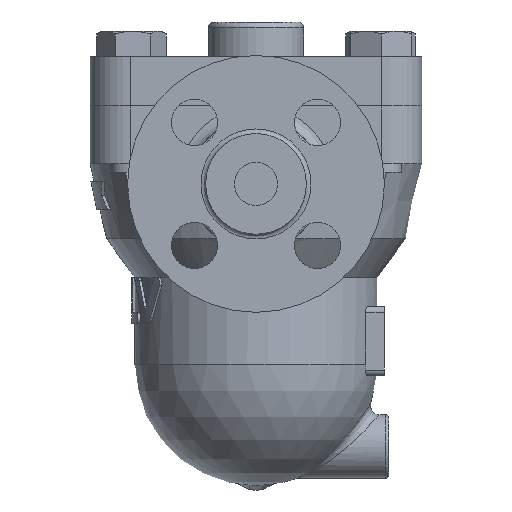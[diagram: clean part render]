
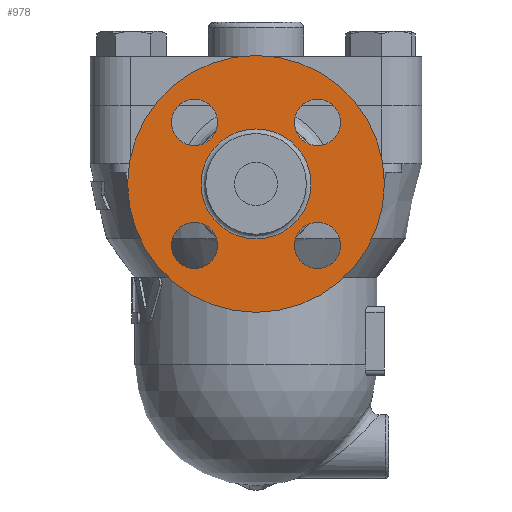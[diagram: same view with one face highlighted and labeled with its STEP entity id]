
A CAD part, left-side view. The second image highlights one B-rep face of the part: STEP entity #978.
In plain terms, the highlighted planar face has unit normal (-1, 0, 0).
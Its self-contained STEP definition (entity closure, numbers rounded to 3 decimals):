
#892=CARTESIAN_POINT('',(-107.9,0.,-7.95));
#893=VERTEX_POINT('',#892);
#894=CARTESIAN_POINT('',(-107.9,0.0,-27.));
#895=DIRECTION('',(-1.0,0.0,0.0));
#896=DIRECTION('',(0.0,0.0,-1.0));
#897=AXIS2_PLACEMENT_3D('',#894,#895,#896);
#898=CIRCLE('',#897,19.05);
#899=EDGE_CURVE('',#893,#893,#898,.T.);
#915=CARTESIAN_POINT('',(-107.9,0.0,3.975));
#916=DIRECTION('',(-1.0,0.0,0.0));
#917=DIRECTION('',(0.0,0.0,1.0));
#918=AXIS2_PLACEMENT_3D('',#915,#916,#917);
#919=PLANE('',#918);
#920=CARTESIAN_POINT('',(-107.9,0.0,17.5));
#921=VERTEX_POINT('',#920);
#922=CARTESIAN_POINT('',(-107.9,0.0,-27.));
#923=DIRECTION('',(-1.0,0.0,0.0));
#924=DIRECTION('',(0.0,0.0,1.0));
#925=AXIS2_PLACEMENT_3D('',#922,#923,#924);
#926=CIRCLE('',#925,44.5);
#927=EDGE_CURVE('',#921,#921,#926,.T.);
#928=ORIENTED_EDGE('',*,*,#927,.T.);
#929=EDGE_LOOP('',(#928));
#930=FACE_OUTER_BOUND('',#929,.T.);
#931=CARTESIAN_POINT('',(-107.9,-21.319,2.319));
#932=VERTEX_POINT('',#931);
#933=CARTESIAN_POINT('',(-107.9,-21.319,-5.681));
#934=DIRECTION('',(1.0,0.0,0.0));
#935=DIRECTION('',(0.0,0.0,1.0));
#936=AXIS2_PLACEMENT_3D('',#933,#934,#935);
#937=CIRCLE('',#936,8.0);
#938=EDGE_CURVE('',#932,#932,#937,.T.);
#939=ORIENTED_EDGE('',*,*,#938,.T.);
#940=EDGE_LOOP('',(#939));
#941=FACE_BOUND('',#940,.T.);
#942=CARTESIAN_POINT('',(-107.9,29.319,-5.681));
#943=VERTEX_POINT('',#942);
#944=CARTESIAN_POINT('',(-107.9,21.319,-5.681));
#945=DIRECTION('',(1.0,0.0,0.0));
#946=DIRECTION('',(0.0,1.0,0.0));
#947=AXIS2_PLACEMENT_3D('',#944,#945,#946);
#948=CIRCLE('',#947,8.0);
#949=EDGE_CURVE('',#943,#943,#948,.T.);
#950=ORIENTED_EDGE('',*,*,#949,.T.);
#951=EDGE_LOOP('',(#950));
#952=FACE_BOUND('',#951,.T.);
#953=CARTESIAN_POINT('',(-107.9,21.319,-56.319));
#954=VERTEX_POINT('',#953);
#955=CARTESIAN_POINT('',(-107.9,21.319,-48.319));
#956=DIRECTION('',(1.0,0.0,0.0));
#957=DIRECTION('',(0.0,0.0,-1.0));
#958=AXIS2_PLACEMENT_3D('',#955,#956,#957);
#959=CIRCLE('',#958,8.0);
#960=EDGE_CURVE('',#954,#954,#959,.T.);
#961=ORIENTED_EDGE('',*,*,#960,.T.);
#962=EDGE_LOOP('',(#961));
#963=FACE_BOUND('',#962,.T.);
#964=CARTESIAN_POINT('',(-107.9,-29.319,-48.319));
#965=VERTEX_POINT('',#964);
#966=CARTESIAN_POINT('',(-107.9,-21.319,-48.319));
#967=DIRECTION('',(1.0,0.0,0.0));
#968=DIRECTION('',(0.0,-1.0,0.0));
#969=AXIS2_PLACEMENT_3D('',#966,#967,#968);
#970=CIRCLE('',#969,8.0);
#971=EDGE_CURVE('',#965,#965,#970,.T.);
#972=ORIENTED_EDGE('',*,*,#971,.T.);
#973=EDGE_LOOP('',(#972));
#974=FACE_BOUND('',#973,.T.);
#975=ORIENTED_EDGE('',*,*,#899,.F.);
#976=EDGE_LOOP('',(#975));
#977=FACE_BOUND('',#976,.T.);
#978=ADVANCED_FACE('',(#930,#941,#952,#963,#974,#977),#919,.T.);
